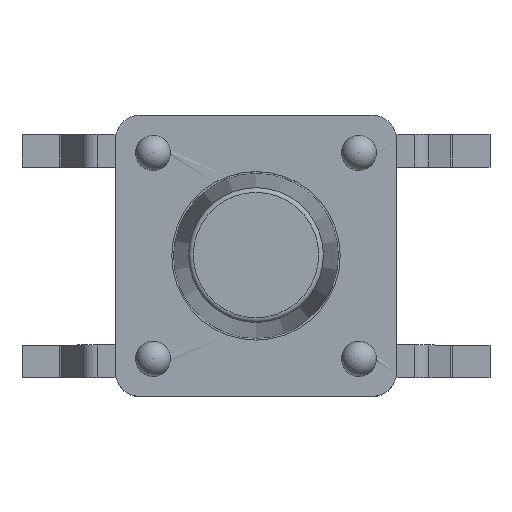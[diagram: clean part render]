
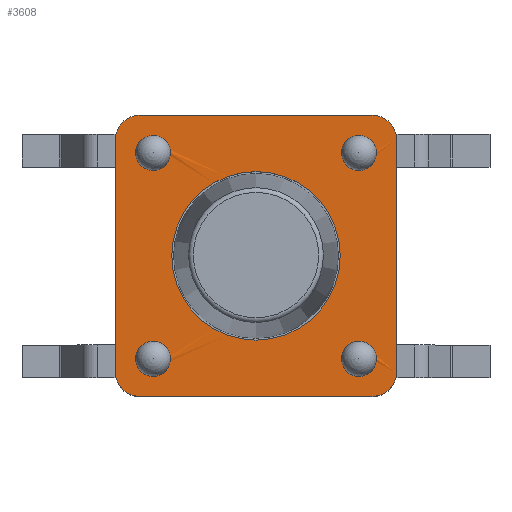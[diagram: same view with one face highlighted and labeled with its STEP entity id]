
A CAD part, top view. The second image highlights one B-rep face of the part: STEP entity #3608.
In plain terms, the highlighted planar face has unit normal (0, 0, 1).
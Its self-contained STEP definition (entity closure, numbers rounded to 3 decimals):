
#128=FACE_BOUND('',#1268,.T.);
#129=FACE_BOUND('',#1269,.T.);
#130=FACE_BOUND('',#1270,.T.);
#131=FACE_BOUND('',#1271,.T.);
#132=FACE_BOUND('',#1272,.T.);
#155=PLANE('',#3877);
#310=LINE('',#5505,#691);
#311=LINE('',#5509,#692);
#312=LINE('',#5513,#693);
#313=LINE('',#5516,#694);
#691=VECTOR('',#4371,5.);
#692=VECTOR('',#4374,5.);
#693=VECTOR('',#4377,5.);
#694=VECTOR('',#4380,5.);
#1056=FACE_OUTER_BOUND('',#1267,.T.);
#1267=EDGE_LOOP('',(#2648,#2649,#2650,#2651,#2652,#2653,#2654,#2655));
#1268=EDGE_LOOP('',(#2656,#2657));
#1269=EDGE_LOOP('',(#2658,#2659));
#1270=EDGE_LOOP('',(#2660,#2661));
#1271=EDGE_LOOP('',(#2662,#2663));
#1272=EDGE_LOOP('',(#2664,#2665));
#1481=CIRCLE('',#3860,0.375);
#1483=CIRCLE('',#3863,0.375);
#1485=CIRCLE('',#3866,0.375);
#1487=CIRCLE('',#3869,0.375);
#1494=CIRCLE('',#3878,0.5);
#1495=CIRCLE('',#3879,0.5);
#1496=CIRCLE('',#3880,0.5);
#1497=CIRCLE('',#3881,0.5);
#1498=CIRCLE('',#3882,1.8);
#1499=CIRCLE('',#3883,1.8);
#1500=CIRCLE('',#3884,0.375);
#1501=CIRCLE('',#3885,0.375);
#1502=CIRCLE('',#3886,0.375);
#1503=CIRCLE('',#3887,0.375);
#1633=VERTEX_POINT('',#5437);
#1634=VERTEX_POINT('',#5439);
#1636=VERTEX_POINT('',#5444);
#1637=VERTEX_POINT('',#5446);
#1639=VERTEX_POINT('',#5451);
#1640=VERTEX_POINT('',#5453);
#1642=VERTEX_POINT('',#5458);
#1643=VERTEX_POINT('',#5460);
#1662=VERTEX_POINT('',#5501);
#1663=VERTEX_POINT('',#5502);
#1664=VERTEX_POINT('',#5504);
#1665=VERTEX_POINT('',#5506);
#1666=VERTEX_POINT('',#5508);
#1667=VERTEX_POINT('',#5510);
#1668=VERTEX_POINT('',#5512);
#1669=VERTEX_POINT('',#5514);
#1670=VERTEX_POINT('',#5517);
#1671=VERTEX_POINT('',#5518);
#2013=EDGE_CURVE('',#1634,#1633,#1481,.T.);
#2016=EDGE_CURVE('',#1637,#1636,#1483,.T.);
#2019=EDGE_CURVE('',#1640,#1639,#1485,.T.);
#2022=EDGE_CURVE('',#1643,#1642,#1487,.T.);
#2041=EDGE_CURVE('',#1662,#1663,#1494,.T.);
#2042=EDGE_CURVE('',#1664,#1662,#310,.T.);
#2043=EDGE_CURVE('',#1665,#1664,#1495,.T.);
#2044=EDGE_CURVE('',#1666,#1665,#311,.T.);
#2045=EDGE_CURVE('',#1667,#1666,#1496,.T.);
#2046=EDGE_CURVE('',#1668,#1667,#312,.T.);
#2047=EDGE_CURVE('',#1669,#1668,#1497,.T.);
#2048=EDGE_CURVE('',#1663,#1669,#313,.T.);
#2049=EDGE_CURVE('',#1670,#1671,#1498,.T.);
#2050=EDGE_CURVE('',#1671,#1670,#1499,.T.);
#2051=EDGE_CURVE('',#1639,#1640,#1500,.T.);
#2052=EDGE_CURVE('',#1642,#1643,#1501,.T.);
#2053=EDGE_CURVE('',#1636,#1637,#1502,.T.);
#2054=EDGE_CURVE('',#1633,#1634,#1503,.T.);
#2648=ORIENTED_EDGE('',*,*,#2041,.F.);
#2649=ORIENTED_EDGE('',*,*,#2042,.F.);
#2650=ORIENTED_EDGE('',*,*,#2043,.F.);
#2651=ORIENTED_EDGE('',*,*,#2044,.F.);
#2652=ORIENTED_EDGE('',*,*,#2045,.F.);
#2653=ORIENTED_EDGE('',*,*,#2046,.F.);
#2654=ORIENTED_EDGE('',*,*,#2047,.F.);
#2655=ORIENTED_EDGE('',*,*,#2048,.F.);
#2656=ORIENTED_EDGE('',*,*,#2049,.T.);
#2657=ORIENTED_EDGE('',*,*,#2050,.T.);
#2658=ORIENTED_EDGE('',*,*,#2019,.F.);
#2659=ORIENTED_EDGE('',*,*,#2051,.F.);
#2660=ORIENTED_EDGE('',*,*,#2022,.F.);
#2661=ORIENTED_EDGE('',*,*,#2052,.F.);
#2662=ORIENTED_EDGE('',*,*,#2016,.F.);
#2663=ORIENTED_EDGE('',*,*,#2053,.F.);
#2664=ORIENTED_EDGE('',*,*,#2013,.F.);
#2665=ORIENTED_EDGE('',*,*,#2054,.F.);
#3608=ADVANCED_FACE('',(#1056,#128,#129,#130,#131,#132),#155,.T.);
#3860=AXIS2_PLACEMENT_3D('',#5441,#4318,#4319);
#3863=AXIS2_PLACEMENT_3D('',#5448,#4325,#4326);
#3866=AXIS2_PLACEMENT_3D('',#5455,#4332,#4333);
#3869=AXIS2_PLACEMENT_3D('',#5462,#4339,#4340);
#3877=AXIS2_PLACEMENT_3D('',#5500,#4367,#4368);
#3878=AXIS2_PLACEMENT_3D('',#5503,#4369,#4370);
#3879=AXIS2_PLACEMENT_3D('',#5507,#4372,#4373);
#3880=AXIS2_PLACEMENT_3D('',#5511,#4375,#4376);
#3881=AXIS2_PLACEMENT_3D('',#5515,#4378,#4379);
#3882=AXIS2_PLACEMENT_3D('',#5519,#4381,#4382);
#3883=AXIS2_PLACEMENT_3D('',#5520,#4383,#4384);
#3884=AXIS2_PLACEMENT_3D('',#5521,#4385,#4386);
#3885=AXIS2_PLACEMENT_3D('',#5522,#4387,#4388);
#3886=AXIS2_PLACEMENT_3D('',#5523,#4389,#4390);
#3887=AXIS2_PLACEMENT_3D('',#5524,#4391,#4392);
#4318=DIRECTION('center_axis',(0.,0.,1.));
#4319=DIRECTION('ref_axis',(-1.,0.,0.));
#4325=DIRECTION('center_axis',(0.,0.,1.));
#4326=DIRECTION('ref_axis',(-1.,0.,0.));
#4332=DIRECTION('center_axis',(0.,0.,1.));
#4333=DIRECTION('ref_axis',(-1.,0.,0.));
#4339=DIRECTION('center_axis',(0.,0.,1.));
#4340=DIRECTION('ref_axis',(-1.,0.,0.));
#4367=DIRECTION('center_axis',(0.,0.,1.));
#4368=DIRECTION('ref_axis',(1.,0.,0.));
#4369=DIRECTION('center_axis',(0.,0.,-1.));
#4370=DIRECTION('ref_axis',(0.707,0.707,0.));
#4371=DIRECTION('',(1.,0.,0.));
#4372=DIRECTION('center_axis',(0.,0.,-1.));
#4373=DIRECTION('ref_axis',(-0.707,0.707,0.));
#4374=DIRECTION('',(0.,1.,0.));
#4375=DIRECTION('center_axis',(0.,0.,-1.));
#4376=DIRECTION('ref_axis',(-0.707,-0.707,0.));
#4377=DIRECTION('',(-1.,0.,0.));
#4378=DIRECTION('center_axis',(0.,0.,-1.));
#4379=DIRECTION('ref_axis',(0.707,-0.707,0.));
#4380=DIRECTION('',(0.,-1.,0.));
#4381=DIRECTION('center_axis',(0.,0.,-1.));
#4382=DIRECTION('ref_axis',(-1.,0.,0.));
#4383=DIRECTION('center_axis',(0.,0.,-1.));
#4384=DIRECTION('ref_axis',(-1.,0.,0.));
#4385=DIRECTION('center_axis',(0.,0.,1.));
#4386=DIRECTION('ref_axis',(-1.,0.,0.));
#4387=DIRECTION('center_axis',(0.,0.,1.));
#4388=DIRECTION('ref_axis',(-1.,0.,0.));
#4389=DIRECTION('center_axis',(0.,0.,1.));
#4390=DIRECTION('ref_axis',(-1.,0.,0.));
#4391=DIRECTION('center_axis',(0.,0.,1.));
#4392=DIRECTION('ref_axis',(-1.,0.,0.));
#5437=CARTESIAN_POINT('',(-2.575,2.2,3.22));
#5439=CARTESIAN_POINT('',(-1.825,2.2,3.233));
#5441=CARTESIAN_POINT('Origin',(-2.2,2.2,3.22));
#5444=CARTESIAN_POINT('',(1.825,2.2,3.22));
#5446=CARTESIAN_POINT('',(2.575,2.2,3.233));
#5448=CARTESIAN_POINT('Origin',(2.2,2.2,3.22));
#5451=CARTESIAN_POINT('',(-2.575,-2.2,3.22));
#5453=CARTESIAN_POINT('',(-1.825,-2.2,3.233));
#5455=CARTESIAN_POINT('Origin',(-2.2,-2.2,3.22));
#5458=CARTESIAN_POINT('',(1.825,-2.2,3.22));
#5460=CARTESIAN_POINT('',(2.575,-2.2,3.233));
#5462=CARTESIAN_POINT('Origin',(2.2,-2.2,3.22));
#5500=CARTESIAN_POINT('Origin',(-3.3,-3.3,3.22));
#5501=CARTESIAN_POINT('',(2.5,3.,3.22));
#5502=CARTESIAN_POINT('',(3.,2.5,3.22));
#5503=CARTESIAN_POINT('Origin',(2.5,2.5,3.22));
#5504=CARTESIAN_POINT('',(-2.5,3.,3.22));
#5505=CARTESIAN_POINT('',(-2.5,3.,3.22));
#5506=CARTESIAN_POINT('',(-3.,2.5,3.22));
#5507=CARTESIAN_POINT('Origin',(-2.5,2.5,3.22));
#5508=CARTESIAN_POINT('',(-3.,-2.5,3.22));
#5509=CARTESIAN_POINT('',(-3.,-2.5,3.22));
#5510=CARTESIAN_POINT('',(-2.5,-3.,3.22));
#5511=CARTESIAN_POINT('Origin',(-2.5,-2.5,3.22));
#5512=CARTESIAN_POINT('',(2.5,-3.,3.22));
#5513=CARTESIAN_POINT('',(2.5,-3.,3.22));
#5514=CARTESIAN_POINT('',(3.,-2.5,3.22));
#5515=CARTESIAN_POINT('Origin',(2.5,-2.5,3.22));
#5516=CARTESIAN_POINT('',(3.,2.5,3.22));
#5517=CARTESIAN_POINT('',(1.8,0.,3.22));
#5518=CARTESIAN_POINT('',(-1.8,0.,3.22));
#5519=CARTESIAN_POINT('Origin',(0.,0.,3.22));
#5520=CARTESIAN_POINT('Origin',(0.,0.,3.22));
#5521=CARTESIAN_POINT('Origin',(-2.2,-2.2,3.22));
#5522=CARTESIAN_POINT('Origin',(2.2,-2.2,3.22));
#5523=CARTESIAN_POINT('Origin',(2.2,2.2,3.22));
#5524=CARTESIAN_POINT('Origin',(-2.2,2.2,3.22));
